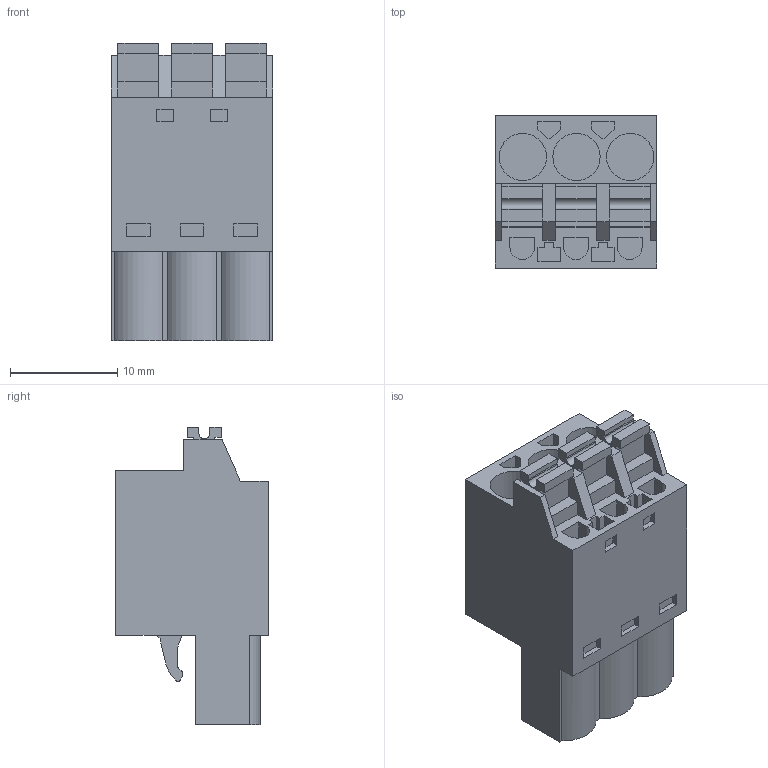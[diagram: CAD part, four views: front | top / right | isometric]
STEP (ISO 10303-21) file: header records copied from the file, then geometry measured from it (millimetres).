
FILE_DESCRIPTION(('CATIA V5 STEP Exchange','CAx-IF Rec.Pracs.--- Model Styling and Organization---1.2---2011-12-15'),'2;1');
FILE_NAME ('D1446763_0_1017870000_1017870000.stp','2017-04-27T12:44:30+00:00',('none'),('Weidmueller'),'CATIA Version 5-6 Release 2014','CATIA V5 STEP AP214','none');
FILE_SCHEMA(('AUTOMOTIVE_DESIGN { 1 0 10303 214 1 1 1 1 }'));
Length unit declared in the file: millimetre
Products named in the file (1): 1017870000
Bounding box: 15 x 14.2 x 27.73 mm (x, y, z)
Volume: 3786.1 mm3; surface area: 2423.4 mm2
Topology: 4 solids, 4 shells, 261 faces, 730 edges, 500 vertices
Faces by surface type: plane 232, cylinder 25, extrusion 4
Entity records: 8462 total; most frequent: CARTESIAN_POINT 1594, ORIENTED_EDGE 1460, DIRECTION 1145, EDGE_CURVE 730, VECTOR 671, LINE 667, VERTEX_POINT 500, EDGE_LOOP 288
